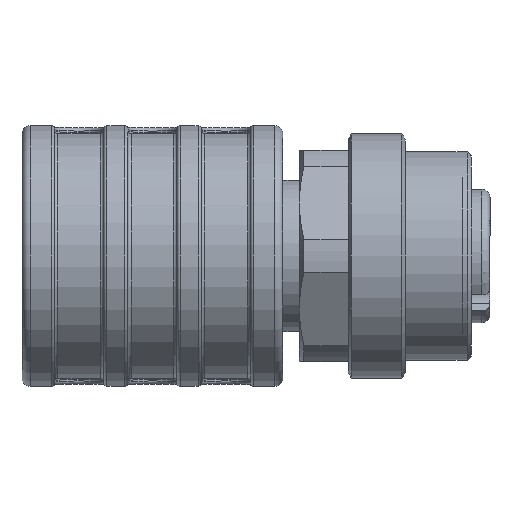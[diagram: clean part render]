
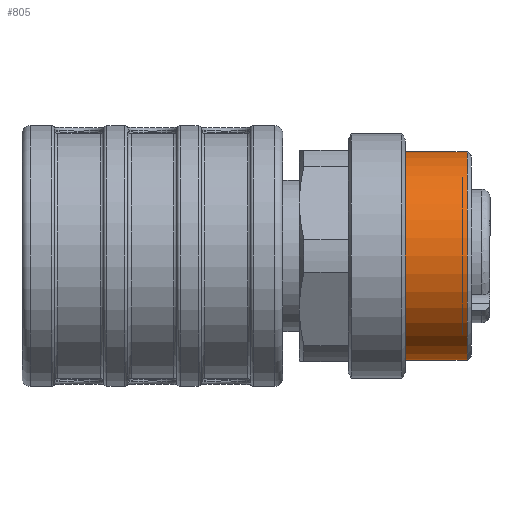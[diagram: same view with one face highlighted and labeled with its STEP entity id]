
A CAD part, left-side view. The second image highlights one B-rep face of the part: STEP entity #805.
In plain terms, the highlighted cylindrical face has radius 6.4 mm (diameter 12.8 mm), a full revolution.
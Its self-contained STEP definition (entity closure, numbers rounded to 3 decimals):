
#260=FACE_BOUND('',#1465,.T.);
#261=FACE_BOUND('',#1466,.T.);
#805=ADVANCED_FACE('',(#260,#261),#1035,.T.);
#1035=CYLINDRICAL_SURFACE('',#5511,6.4);
#1465=EDGE_LOOP('',(#2483));
#1466=EDGE_LOOP('',(#2484));
#1831=CIRCLE('',#5508,6.4);
#1832=CIRCLE('',#5510,6.4);
#2483=ORIENTED_EDGE('',*,*,#4063,.T.);
#2484=ORIENTED_EDGE('',*,*,#4064,.T.);
#3483=VERTEX_POINT('',#7641);
#3484=VERTEX_POINT('',#7644);
#4063=EDGE_CURVE('',#3483,#3483,#1831,.T.);
#4064=EDGE_CURVE('',#3484,#3484,#1832,.T.);
#5508=AXIS2_PLACEMENT_3D('',#7640,#6377,#6378);
#5510=AXIS2_PLACEMENT_3D('',#7643,#6381,#6382);
#5511=AXIS2_PLACEMENT_3D('',#7645,#6383,#6384);
#6377=DIRECTION('',(0.,1.,0.));
#6378=DIRECTION('',(1.,0.,0.));
#6381=DIRECTION('',(0.,-1.,0.));
#6382=DIRECTION('',(0.,0.,-1.));
#6383=DIRECTION('',(0.,-1.,0.));
#6384=DIRECTION('',(0.,0.,-1.));
#7640=CARTESIAN_POINT('',(37.901,-19.3,0.));
#7641=CARTESIAN_POINT('',(44.301,-19.3,0.));
#7643=CARTESIAN_POINT('',(37.901,-15.5,0.));
#7644=CARTESIAN_POINT('',(37.901,-15.5,-6.4));
#7645=CARTESIAN_POINT('',(37.901,-19.5,0.));
